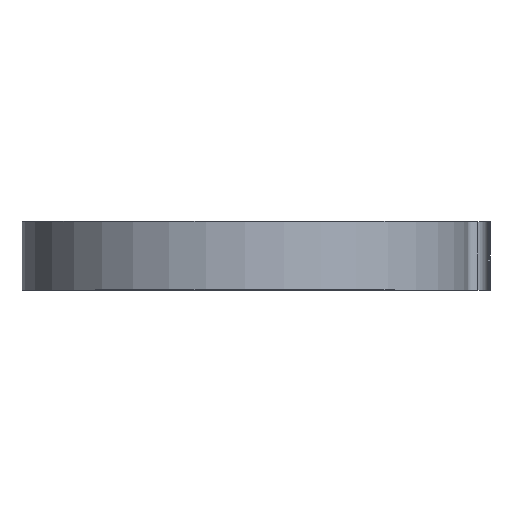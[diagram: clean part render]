
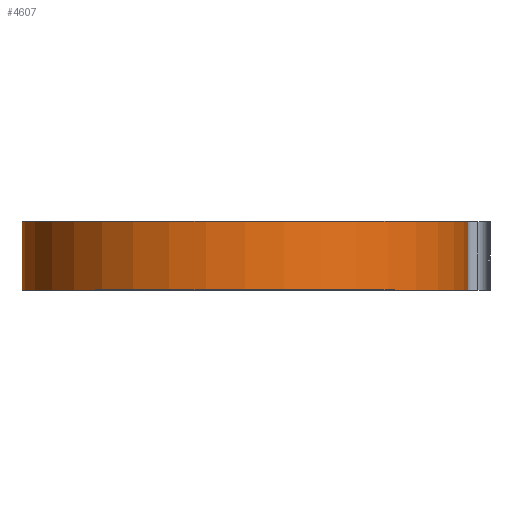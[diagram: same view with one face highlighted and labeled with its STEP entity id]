
A CAD part, top view. The second image highlights one B-rep face of the part: STEP entity #4607.
In plain terms, the highlighted cylindrical face has radius 64.999 mm (diameter 129.998 mm), a partial arc.
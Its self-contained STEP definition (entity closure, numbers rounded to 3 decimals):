
#416 = CARTESIAN_POINT ( 'NONE',  ( 0., 20., 0. ) ) ;
#814 = DIRECTION ( 'NONE',  ( 0., 0., -1. ) ) ;
#1157 = CARTESIAN_POINT ( 'NONE',  ( -64.999, 0., 0. ) ) ;
#1211 = DIRECTION ( 'NONE',  ( 0., -1., 0. ) ) ;
#1606 = VERTEX_POINT ( 'NONE', #6551 ) ;
#1942 = CARTESIAN_POINT ( 'NONE',  ( 0., 0., 0. ) ) ;
#1998 = CARTESIAN_POINT ( 'NONE',  ( 64.999, 0., 0. ) ) ;
#2288 = CIRCLE ( 'NONE', #6625, 64.999 ) ;
#2430 = VECTOR ( 'NONE', #5221, 1000. ) ;
#2843 = VERTEX_POINT ( 'NONE', #3793 ) ;
#3021 = CIRCLE ( 'NONE', #3887, 64.999 ) ;
#3158 = LINE ( 'NONE', #6176, #2430 ) ;
#3322 = ORIENTED_EDGE ( 'NONE', *, *, #6624, .T. ) ;
#3531 = ORIENTED_EDGE ( 'NONE', *, *, #6244, .F. ) ;
#3793 = CARTESIAN_POINT ( 'NONE',  ( 64.999, 20., 0. ) ) ;
#3806 = DIRECTION ( 'NONE',  ( 0., -1., 0. ) ) ;
#3867 = FACE_OUTER_BOUND ( 'NONE', #5649, .T. ) ;
#3887 = AXIS2_PLACEMENT_3D ( 'NONE', #416, #4076, #4549 ) ;
#4042 = VERTEX_POINT ( 'NONE', #1157 ) ;
#4076 = DIRECTION ( 'NONE',  ( 0., 1., 0. ) ) ;
#4316 = CARTESIAN_POINT ( 'NONE',  ( 64.999, 20., 0. ) ) ;
#4330 = EDGE_CURVE ( 'NONE', #1606, #4042, #3158, .T. ) ;
#4353 = VERTEX_POINT ( 'NONE', #1998 ) ;
#4454 = DIRECTION ( 'NONE',  ( 0., 1., 0. ) ) ;
#4549 = DIRECTION ( 'NONE',  ( 1., 0., 0. ) ) ;
#4607 = ADVANCED_FACE ( 'NONE', ( #3867 ), #6398, .T. ) ;
#4739 = LINE ( 'NONE', #4316, #4752 ) ;
#4752 = VECTOR ( 'NONE', #3806, 1000. ) ;
#4994 = DIRECTION ( 'NONE',  ( 1., 0., 0. ) ) ;
#5221 = DIRECTION ( 'NONE',  ( 0., -1., 0. ) ) ;
#5602 = EDGE_CURVE ( 'NONE', #1606, #2843, #3021, .T. ) ;
#5649 = EDGE_LOOP ( 'NONE', ( #3322, #3531, #5775, #6448 ) ) ;
#5775 = ORIENTED_EDGE ( 'NONE', *, *, #5602, .F. ) ;
#5845 = CARTESIAN_POINT ( 'NONE',  ( 0., 20., 0. ) ) ;
#6176 = CARTESIAN_POINT ( 'NONE',  ( -64.999, 20., 0. ) ) ;
#6244 = EDGE_CURVE ( 'NONE', #2843, #4353, #4739, .T. ) ;
#6398 = CYLINDRICAL_SURFACE ( 'NONE', #6552, 64.999 ) ;
#6448 = ORIENTED_EDGE ( 'NONE', *, *, #4330, .T. ) ;
#6551 = CARTESIAN_POINT ( 'NONE',  ( -64.999, 20., 0. ) ) ;
#6552 = AXIS2_PLACEMENT_3D ( 'NONE', #5845, #1211, #814 ) ;
#6624 = EDGE_CURVE ( 'NONE', #4042, #4353, #2288, .T. ) ;
#6625 = AXIS2_PLACEMENT_3D ( 'NONE', #1942, #4454, #4994 ) ;
